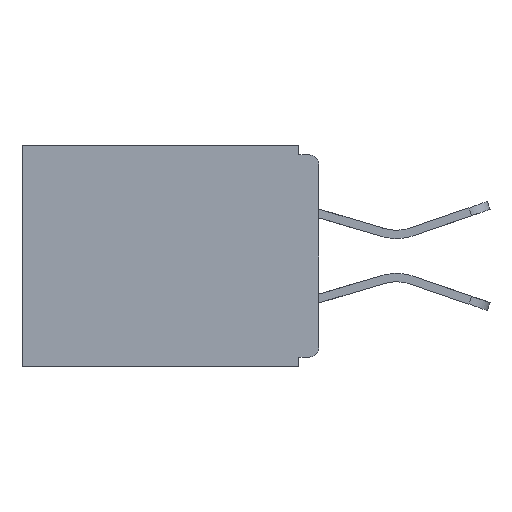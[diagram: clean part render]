
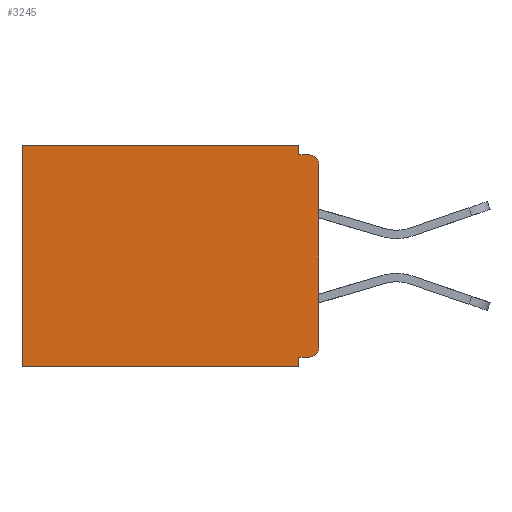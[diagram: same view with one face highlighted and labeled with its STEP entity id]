
A CAD part, left-side view. The second image highlights one B-rep face of the part: STEP entity #3245.
In plain terms, the highlighted planar face has unit normal (-1, 0, 0).
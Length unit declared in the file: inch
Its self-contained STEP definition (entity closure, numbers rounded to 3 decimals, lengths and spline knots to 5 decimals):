
#413 = DIRECTION ( 'NONE',  ( 0., 0., -1. ) ) ;
#432 = ORIENTED_EDGE ( 'NONE', *, *, #4854, .F. ) ;
#450 = VERTEX_POINT ( 'NONE', #10991 ) ;
#577 = VERTEX_POINT ( 'NONE', #6493 ) ;
#723 = LINE ( 'NONE', #3274, #7276 ) ;
#821 = ORIENTED_EDGE ( 'NONE', *, *, #16762, .F. ) ;
#1478 = CARTESIAN_POINT ( 'NONE',  ( 0.298, 0.031, -0.343 ) ) ;
#1814 = EDGE_CURVE ( 'NONE', #11686, #2372, #14221, .T. ) ;
#2006 = VERTEX_POINT ( 'NONE', #10306 ) ;
#2153 = CARTESIAN_POINT ( 'NONE',  ( 0.298, 0.46, 0. ) ) ;
#2312 = VECTOR ( 'NONE', #12109, 39.37008 ) ;
#2335 = EDGE_CURVE ( 'NONE', #3678, #450, #723, .T. ) ;
#2372 = VERTEX_POINT ( 'NONE', #6172 ) ;
#2737 = VECTOR ( 'NONE', #14821, 39.37008 ) ;
#2835 = CARTESIAN_POINT ( 'NONE',  ( 0.298, 0.015, -0.328 ) ) ;
#2890 = EDGE_CURVE ( 'NONE', #9250, #2372, #9707, .T. ) ;
#3083 = EDGE_CURVE ( 'NONE', #3678, #11686, #3141, .T. ) ;
#3141 = LINE ( 'NONE', #6249, #6236 ) ;
#3245 = ADVANCED_FACE ( 'NONE', ( #5613 ), #14548, .F. ) ;
#3274 = CARTESIAN_POINT ( 'NONE',  ( 0.298, 0.031, -0.343 ) ) ;
#3323 = DIRECTION ( 'NONE',  ( 0., 0., -1. ) ) ;
#3578 = CARTESIAN_POINT ( 'NONE',  ( 0.298, 0.015, -0.03 ) ) ;
#3635 = CIRCLE ( 'NONE', #16736, 0.015 ) ;
#3678 = VERTEX_POINT ( 'NONE', #3968 ) ;
#3968 = CARTESIAN_POINT ( 'NONE',  ( 0.298, 0.031, 0. ) ) ;
#3981 = ORIENTED_EDGE ( 'NONE', *, *, #1814, .T. ) ;
#4429 = VERTEX_POINT ( 'NONE', #15453 ) ;
#4854 = EDGE_CURVE ( 'NONE', #10151, #2006, #15770, .T. ) ;
#5049 = AXIS2_PLACEMENT_3D ( 'NONE', #9199, #14656, #13234 ) ;
#5105 = ORIENTED_EDGE ( 'NONE', *, *, #10161, .F. ) ;
#5126 = DIRECTION ( 'NONE',  ( 0., 1., 0. ) ) ;
#5305 = ORIENTED_EDGE ( 'NONE', *, *, #2890, .F. ) ;
#5415 = AXIS2_PLACEMENT_3D ( 'NONE', #16093, #8300, #9509 ) ;
#5613 = FACE_OUTER_BOUND ( 'NONE', #13351, .T. ) ;
#5881 = EDGE_CURVE ( 'NONE', #16819, #577, #3635, .T. ) ;
#6007 = LINE ( 'NONE', #1478, #2312 ) ;
#6143 = ORIENTED_EDGE ( 'NONE', *, *, #5881, .T. ) ;
#6172 = CARTESIAN_POINT ( 'NONE',  ( 0.298, 0.46, -0.343 ) ) ;
#6236 = VECTOR ( 'NONE', #5126, 39.37008 ) ;
#6249 = CARTESIAN_POINT ( 'NONE',  ( 0.298, 0., 0. ) ) ;
#6425 = VECTOR ( 'NONE', #12611, 39.37008 ) ;
#6493 = CARTESIAN_POINT ( 'NONE',  ( 0.298, 0.015, -0.015 ) ) ;
#7276 = VECTOR ( 'NONE', #3323, 39.37008 ) ;
#7570 = DIRECTION ( 'NONE',  ( 0., 0., -1. ) ) ;
#7612 = DIRECTION ( 'NONE',  ( -1., 0., 0. ) ) ;
#8300 = DIRECTION ( 'NONE',  ( -1., 0., 0. ) ) ;
#8677 = ORIENTED_EDGE ( 'NONE', *, *, #10826, .F. ) ;
#8731 = CARTESIAN_POINT ( 'NONE',  ( 0.298, 0., -0.328 ) ) ;
#8990 = DIRECTION ( 'NONE',  ( 0., -1., 0. ) ) ;
#9082 = LINE ( 'NONE', #9763, #9923 ) ;
#9199 = CARTESIAN_POINT ( 'NONE',  ( 0.298, 0., 0. ) ) ;
#9250 = VERTEX_POINT ( 'NONE', #10923 ) ;
#9509 = DIRECTION ( 'NONE',  ( 0., 0., -1. ) ) ;
#9707 = LINE ( 'NONE', #11981, #2737 ) ;
#9763 = CARTESIAN_POINT ( 'NONE',  ( 0.298, 0., 0. ) ) ;
#9923 = VECTOR ( 'NONE', #413, 39.37008 ) ;
#10056 = DIRECTION ( 'NONE',  ( 0., 1., 0. ) ) ;
#10151 = VERTEX_POINT ( 'NONE', #2835 ) ;
#10161 = EDGE_CURVE ( 'NONE', #16819, #4429, #9082, .T. ) ;
#10306 = CARTESIAN_POINT ( 'NONE',  ( 0.298, 0.031, -0.328 ) ) ;
#10460 = ORIENTED_EDGE ( 'NONE', *, *, #13545, .T. ) ;
#10826 = EDGE_CURVE ( 'NONE', #2006, #9250, #6007, .T. ) ;
#10923 = CARTESIAN_POINT ( 'NONE',  ( 0.298, 0.031, -0.343 ) ) ;
#10991 = CARTESIAN_POINT ( 'NONE',  ( 0.298, 0.031, -0.015 ) ) ;
#11012 = ORIENTED_EDGE ( 'NONE', *, *, #2335, .F. ) ;
#11248 = CIRCLE ( 'NONE', #5415, 0.015 ) ;
#11428 = CARTESIAN_POINT ( 'NONE',  ( 0.298, 0.46, 0. ) ) ;
#11686 = VERTEX_POINT ( 'NONE', #11428 ) ;
#11981 = CARTESIAN_POINT ( 'NONE',  ( 0.298, 0., -0.343 ) ) ;
#12109 = DIRECTION ( 'NONE',  ( 0., 0., -1. ) ) ;
#12611 = DIRECTION ( 'NONE',  ( 0., 0., -1. ) ) ;
#12822 = CARTESIAN_POINT ( 'NONE',  ( 0.298, 0., -0.015 ) ) ;
#13134 = VECTOR ( 'NONE', #10056, 39.37008 ) ;
#13234 = DIRECTION ( 'NONE',  ( 0., 0., -1. ) ) ;
#13242 = VECTOR ( 'NONE', #8990, 39.37008 ) ;
#13351 = EDGE_LOOP ( 'NONE', ( #6143, #821, #11012, #15893, #3981, #5305, #8677, #432, #10460, #5105 ) ) ;
#13545 = EDGE_CURVE ( 'NONE', #10151, #4429, #11248, .T. ) ;
#14221 = LINE ( 'NONE', #2153, #6425 ) ;
#14548 = PLANE ( 'NONE',  #5049 ) ;
#14656 = DIRECTION ( 'NONE',  ( 1., 0., 0. ) ) ;
#14821 = DIRECTION ( 'NONE',  ( 0., 1., 0. ) ) ;
#15453 = CARTESIAN_POINT ( 'NONE',  ( 0.298, 0., -0.313 ) ) ;
#15644 = CARTESIAN_POINT ( 'NONE',  ( 0.298, 0., -0.03 ) ) ;
#15770 = LINE ( 'NONE', #8731, #13134 ) ;
#15893 = ORIENTED_EDGE ( 'NONE', *, *, #3083, .T. ) ;
#16092 = LINE ( 'NONE', #12822, #13242 ) ;
#16093 = CARTESIAN_POINT ( 'NONE',  ( 0.298, 0.015, -0.313 ) ) ;
#16736 = AXIS2_PLACEMENT_3D ( 'NONE', #3578, #7612, #7570 ) ;
#16762 = EDGE_CURVE ( 'NONE', #450, #577, #16092, .T. ) ;
#16819 = VERTEX_POINT ( 'NONE', #15644 ) ;
